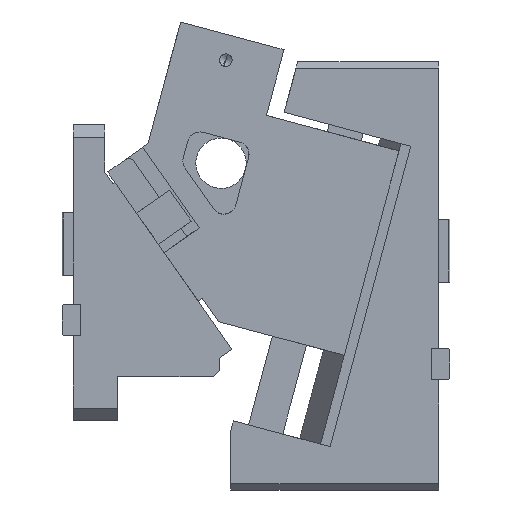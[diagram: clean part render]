
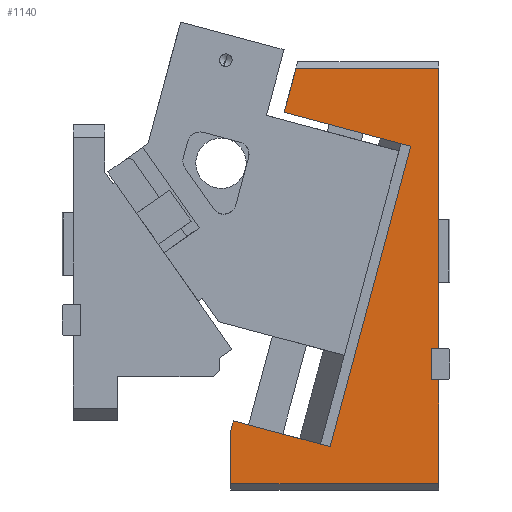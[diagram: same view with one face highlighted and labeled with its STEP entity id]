
A CAD part, left-side view. The second image highlights one B-rep face of the part: STEP entity #1140.
In plain terms, the highlighted planar face has unit normal (-1, 0, 0).
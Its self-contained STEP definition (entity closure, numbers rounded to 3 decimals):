
#496=CARTESIAN_POINT('Vertex',(-42.5,-163.811,-273.076)) ;
#499=CARTESIAN_POINT('Line Origine',(-42.5,-163.811,-314.326)) ;
#503=CARTESIAN_POINT('Vertex',(-42.5,-163.811,-355.576)) ;
#832=CARTESIAN_POINT('Vertex',(-42.5,-0.922,-305.654)) ;
#835=CARTESIAN_POINT('Line Origine',(-42.5,-39.318,-315.942)) ;
#839=CARTESIAN_POINT('Vertex',(-42.5,-77.714,-326.23)) ;
#932=CARTESIAN_POINT('Vertex',(-42.5,1.189,-313.535)) ;
#935=CARTESIAN_POINT('Line Origine',(-42.5,0.133,-309.594)) ;
#956=CARTESIAN_POINT('Vertex',(-42.5,1.189,-355.576)) ;
#959=CARTESIAN_POINT('Line Origine',(-42.5,1.189,-334.555)) ;
#1037=CARTESIAN_POINT('Line Origine',(-42.5,-81.311,-355.576)) ;
#1066=CARTESIAN_POINT('Axis2P3D Location',(-42.5,-78.679,-326.489)) ;
#1071=CARTESIAN_POINT('Line Origine',(-42.5,-160.811,-273.076)) ;
#1075=CARTESIAN_POINT('Vertex',(-42.5,-157.811,-273.076)) ;
#1078=CARTESIAN_POINT('Line Origine',(-42.5,-157.811,-260.576)) ;
#1082=CARTESIAN_POINT('Vertex',(-42.5,-157.811,-248.076)) ;
#1085=CARTESIAN_POINT('Line Origine',(-42.5,-160.811,-248.076)) ;
#1089=CARTESIAN_POINT('Vertex',(-42.5,-163.811,-248.076)) ;
#1092=CARTESIAN_POINT('Line Origine',(-42.5,-163.811,-136.826)) ;
#1096=CARTESIAN_POINT('Vertex',(-42.5,-163.811,-25.576)) ;
#1099=CARTESIAN_POINT('Line Origine',(-42.5,-107.208,-25.576)) ;
#1103=CARTESIAN_POINT('Vertex',(-42.5,-50.605,-25.576)) ;
#1106=CARTESIAN_POINT('Line Origine',(-42.5,-45.895,-43.152)) ;
#1110=CARTESIAN_POINT('Vertex',(-42.5,-41.186,-60.729)) ;
#1113=CARTESIAN_POINT('Line Origine',(-42.5,-91.414,-74.187)) ;
#1117=CARTESIAN_POINT('Vertex',(-42.5,-141.642,-87.646)) ;
#1120=CARTESIAN_POINT('Line Origine',(-42.5,-109.678,-206.938)) ;
#500=DIRECTION('Vector Direction',(0.,0.,-1.)) ;
#836=DIRECTION('Vector Direction',(0.,-0.966,-0.259)) ;
#936=DIRECTION('Vector Direction',(0.,-0.259,0.966)) ;
#960=DIRECTION('Vector Direction',(0.,0.,-1.)) ;
#1038=DIRECTION('Vector Direction',(0.,-1.,0.)) ;
#1067=DIRECTION('Axis2P3D Direction',(-1.,0.,0.)) ;
#1068=DIRECTION('Axis2P3D XDirection',(0.,0.,1.)) ;
#1072=DIRECTION('Vector Direction',(0.,-1.,0.)) ;
#1079=DIRECTION('Vector Direction',(0.,0.,1.)) ;
#1086=DIRECTION('Vector Direction',(0.,1.,0.)) ;
#1093=DIRECTION('Vector Direction',(0.,0.,-1.)) ;
#1100=DIRECTION('Vector Direction',(0.,1.,0.)) ;
#1107=DIRECTION('Vector Direction',(0.,-0.259,0.966)) ;
#1114=DIRECTION('Vector Direction',(0.,-0.966,-0.259)) ;
#1121=DIRECTION('Vector Direction',(0.,-0.259,0.966)) ;
#1069=AXIS2_PLACEMENT_3D('Plane Axis2P3D',#1066,#1067,#1068) ;
#1126=ORIENTED_EDGE('',*,*,#841,.F.) ;
#1127=ORIENTED_EDGE('',*,*,#939,.F.) ;
#1128=ORIENTED_EDGE('',*,*,#963,.T.) ;
#1129=ORIENTED_EDGE('',*,*,#1041,.T.) ;
#1130=ORIENTED_EDGE('',*,*,#505,.F.) ;
#1131=ORIENTED_EDGE('',*,*,#1077,.F.) ;
#1132=ORIENTED_EDGE('',*,*,#1084,.T.) ;
#1133=ORIENTED_EDGE('',*,*,#1091,.F.) ;
#1134=ORIENTED_EDGE('',*,*,#1098,.F.) ;
#1135=ORIENTED_EDGE('',*,*,#1105,.T.) ;
#1136=ORIENTED_EDGE('',*,*,#1112,.F.) ;
#1137=ORIENTED_EDGE('',*,*,#1119,.T.) ;
#1138=ORIENTED_EDGE('',*,*,#1124,.F.) ;
#501=VECTOR('Line Direction',#500,1.) ;
#837=VECTOR('Line Direction',#836,1.) ;
#937=VECTOR('Line Direction',#936,1.) ;
#961=VECTOR('Line Direction',#960,1.) ;
#1039=VECTOR('Line Direction',#1038,1.) ;
#1073=VECTOR('Line Direction',#1072,1.) ;
#1080=VECTOR('Line Direction',#1079,1.) ;
#1087=VECTOR('Line Direction',#1086,1.) ;
#1094=VECTOR('Line Direction',#1093,1.) ;
#1101=VECTOR('Line Direction',#1100,1.) ;
#1108=VECTOR('Line Direction',#1107,1.) ;
#1115=VECTOR('Line Direction',#1114,1.) ;
#1122=VECTOR('Line Direction',#1121,1.) ;
#1140=ADVANCED_FACE('CAM HOLDER',(#1139),#1070,.T.) ;
#505=EDGE_CURVE('',#497,#504,#502,.T.) ;
#841=EDGE_CURVE('',#833,#840,#838,.T.) ;
#939=EDGE_CURVE('',#933,#833,#938,.T.) ;
#963=EDGE_CURVE('',#933,#957,#962,.T.) ;
#1041=EDGE_CURVE('',#957,#504,#1040,.T.) ;
#1077=EDGE_CURVE('',#1076,#497,#1074,.T.) ;
#1084=EDGE_CURVE('',#1076,#1083,#1081,.T.) ;
#1091=EDGE_CURVE('',#1090,#1083,#1088,.T.) ;
#1098=EDGE_CURVE('',#1097,#1090,#1095,.T.) ;
#1105=EDGE_CURVE('',#1097,#1104,#1102,.T.) ;
#1112=EDGE_CURVE('',#1111,#1104,#1109,.T.) ;
#1119=EDGE_CURVE('',#1111,#1118,#1116,.T.) ;
#1124=EDGE_CURVE('',#840,#1118,#1123,.T.) ;
#1125=EDGE_LOOP('',(#1126,#1127,#1128,#1129,#1130,#1131,#1132,#1133,#1134,#1135,#1136,#1137,#1138)) ;
#1139=FACE_OUTER_BOUND('',#1125,.T.) ;
#502=LINE('Line',#499,#501) ;
#838=LINE('Line',#835,#837) ;
#938=LINE('Line',#935,#937) ;
#962=LINE('Line',#959,#961) ;
#1040=LINE('Line',#1037,#1039) ;
#1074=LINE('Line',#1071,#1073) ;
#1081=LINE('Line',#1078,#1080) ;
#1088=LINE('Line',#1085,#1087) ;
#1095=LINE('Line',#1092,#1094) ;
#1102=LINE('Line',#1099,#1101) ;
#1109=LINE('Line',#1106,#1108) ;
#1116=LINE('Line',#1113,#1115) ;
#1123=LINE('Line',#1120,#1122) ;
#1070=PLANE('Plane',#1069) ;
#497=VERTEX_POINT('',#496) ;
#504=VERTEX_POINT('',#503) ;
#833=VERTEX_POINT('',#832) ;
#840=VERTEX_POINT('',#839) ;
#933=VERTEX_POINT('',#932) ;
#957=VERTEX_POINT('',#956) ;
#1076=VERTEX_POINT('',#1075) ;
#1083=VERTEX_POINT('',#1082) ;
#1090=VERTEX_POINT('',#1089) ;
#1097=VERTEX_POINT('',#1096) ;
#1104=VERTEX_POINT('',#1103) ;
#1111=VERTEX_POINT('',#1110) ;
#1118=VERTEX_POINT('',#1117) ;
